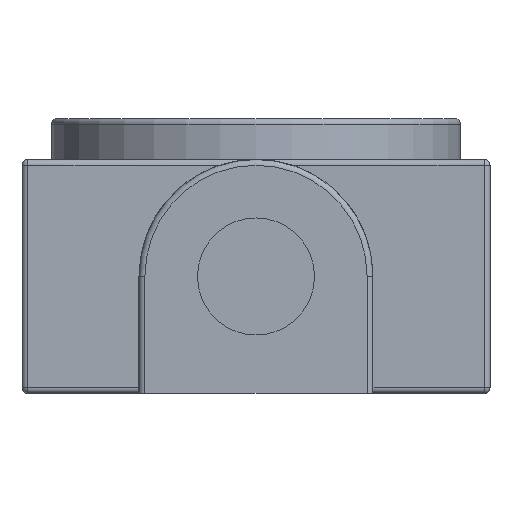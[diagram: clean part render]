
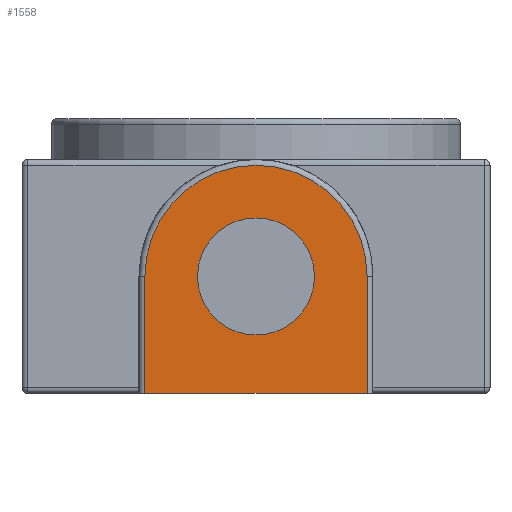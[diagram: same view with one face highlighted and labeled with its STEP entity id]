
A CAD part, front view. The second image highlights one B-rep face of the part: STEP entity #1558.
In plain terms, the highlighted planar face has unit normal (0, -1, 0).
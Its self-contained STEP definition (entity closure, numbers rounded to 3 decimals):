
#473=CARTESIAN_POINT('',(4.,-1.5,2.));
#474=DIRECTION('',(0.,-1.,0.));
#475=DIRECTION('',(1.,0.,0.));
#476=AXIS2_PLACEMENT_3D('',#473,#474,#475);
#478=CARTESIAN_POINT('',(4.,-1.5,2.));
#479=DIRECTION('',(0.,-1.,0.));
#480=DIRECTION('',(-1.,0.,0.));
#481=AXIS2_PLACEMENT_3D('',#478,#479,#480);
#483=DIRECTION('',(0.,0.,-1.));
#484=VECTOR('',#483,2.);
#485=CARTESIAN_POINT('',(2.1,-1.5,2.));
#486=LINE('',#485,#484);
#487=CARTESIAN_POINT('',(4.,-1.5,2.));
#488=DIRECTION('',(0.,-1.,0.));
#489=DIRECTION('',(1.,0.,0.));
#490=AXIS2_PLACEMENT_3D('',#487,#488,#489);
#492=DIRECTION('',(0.,0.,1.));
#493=VECTOR('',#492,2.);
#494=CARTESIAN_POINT('',(5.9,-1.5,0.));
#495=LINE('',#494,#493);
#496=DIRECTION('',(1.,0.,0.));
#497=VECTOR('',#496,3.8);
#498=CARTESIAN_POINT('',(2.1,-1.5,0.));
#499=LINE('',#498,#497);
#560=CARTESIAN_POINT('',(5.,-1.5,2.));
#561=CARTESIAN_POINT('',(3.,-1.5,2.));
#562=VERTEX_POINT('',#560);
#563=VERTEX_POINT('',#561);
#564=CARTESIAN_POINT('',(2.1,-1.5,0.));
#566=VERTEX_POINT('',#564);
#570=CARTESIAN_POINT('',(2.1,-1.5,2.));
#571=VERTEX_POINT('',#570);
#572=CARTESIAN_POINT('',(5.9,-1.5,2.));
#573=VERTEX_POINT('',#572);
#577=CARTESIAN_POINT('',(5.9,-1.5,0.));
#579=VERTEX_POINT('',#577);
#1539=CARTESIAN_POINT('',(0.,-1.5,0.));
#1540=DIRECTION('',(0.,-1.,0.));
#1541=DIRECTION('',(1.,0.,0.));
#1542=AXIS2_PLACEMENT_3D('',#1539,#1540,#1541);
#1543=PLANE('',#1542);
#1545=ORIENTED_EDGE('',*,*,#1544,.F.);
#1547=ORIENTED_EDGE('',*,*,#1546,.F.);
#1548=ORIENTED_EDGE('',*,*,#1524,.F.);
#1549=ORIENTED_EDGE('',*,*,#661,.F.);
#1550=EDGE_LOOP('',(#1545,#1547,#1548,#1549));
#1551=FACE_OUTER_BOUND('',#1550,.F.);
#1553=ORIENTED_EDGE('',*,*,#1552,.T.);
#1555=ORIENTED_EDGE('',*,*,#1554,.T.);
#1556=EDGE_LOOP('',(#1553,#1555));
#1557=FACE_BOUND('',#1556,.F.);
#1558=ADVANCED_FACE('',(#1551,#1557),#1543,.T.);
#477=CIRCLE('',#476,1.);
#482=CIRCLE('',#481,1.);
#491=CIRCLE('',#490,1.9);
#661=EDGE_CURVE('',#566,#579,#499,.T.);
#1524=EDGE_CURVE('',#579,#573,#495,.T.);
#1544=EDGE_CURVE('',#571,#566,#486,.T.);
#1546=EDGE_CURVE('',#573,#571,#491,.T.);
#1552=EDGE_CURVE('',#562,#563,#477,.T.);
#1554=EDGE_CURVE('',#563,#562,#482,.T.);
